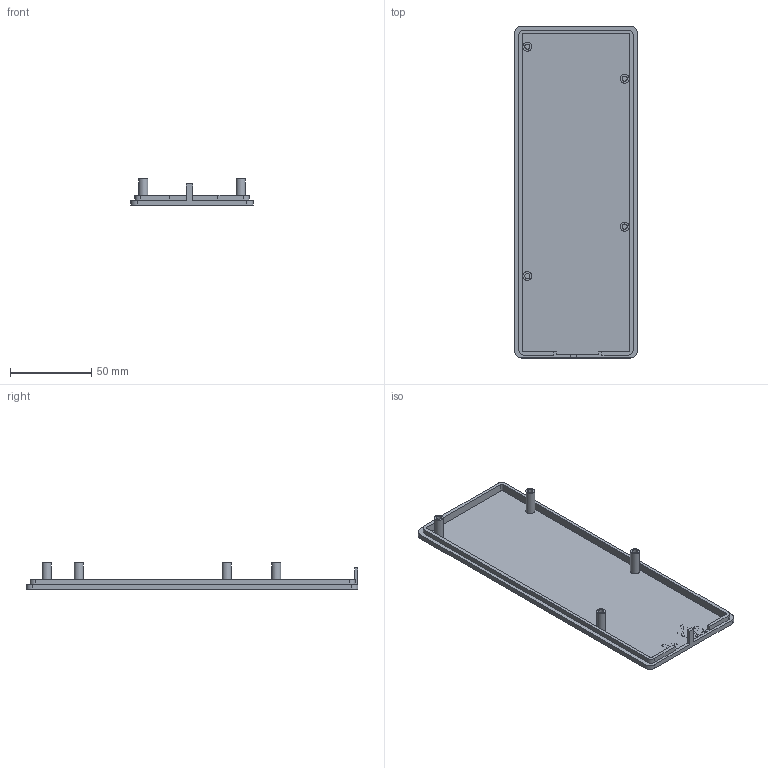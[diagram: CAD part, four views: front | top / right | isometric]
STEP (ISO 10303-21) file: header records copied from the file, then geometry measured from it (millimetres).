
FILE_DESCRIPTION(/* description */ (''),/* implementation_level */ '2;1');
FILE_NAME(/* name */ 'RGB Panel_Base.step',/* time_stamp */ '2023-11-19T10:45:20+02:00',/* author */ (''),/* organization */ (''),/* preprocessor_version */ 'ST-DEVELOPER v20',/* originating_system */ 'Autodesk Translation Framework v12.14.0.127',/* authorisation */ '');
FILE_SCHEMA (('AUTOMOTIVE_DESIGN { 1 0 10303 214 3 1 1 }'));
Length unit declared in the file: millimetre
Products named in the file (2): Park_assist; LED_Panel
Assembly tree (1 placements, depth 2):
  Park_assist
    LED_Panel
Bounding box: 75.5 x 204.75 x 16.11 mm (x, y, z)
Volume: 24405.7 mm3; surface area: 38152 mm2
Topology: 1 solids, 1 shells, 391 faces, 1071 edges, 714 vertices
Faces by surface type: plane 219, bspline 152, cylinder 20
Full cylindrical faces by diameter (mm): 3.25 x4, 5.5 x4
Entity records: 13755 total; most frequent: CARTESIAN_POINT 4763, ORIENTED_EDGE 2142, DIRECTION 1291, EDGE_CURVE 1071, LINE 727, VECTOR 727, VERTEX_POINT 714, EDGE_LOOP 423
